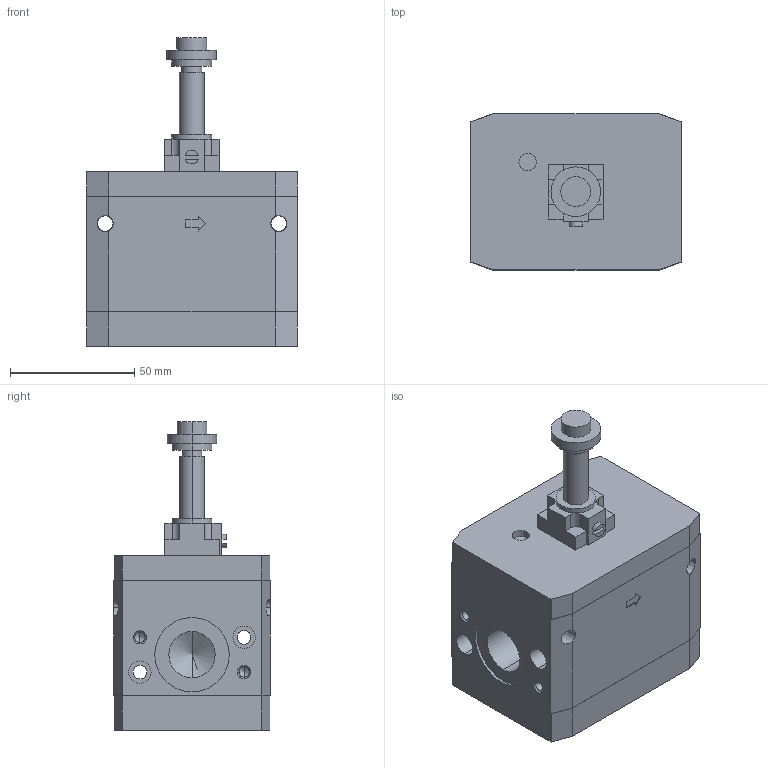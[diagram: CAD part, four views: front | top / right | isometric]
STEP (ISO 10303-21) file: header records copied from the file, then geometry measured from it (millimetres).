
FILE_DESCRIPTION((''),'2;1');
FILE_NAME('17310M2.stp','2003-06-16T15:00:03',('maffial1'),(''),'Autodesk Inventor 7','Autodesk Inventor 7','');
FILE_SCHEMA(('AUTOMOTIVE_DESIGN { 1 0 10303 214 1 1 1 1 }'));
Length unit declared in the file: millimetre
Products named in the file (1): 17310M2
Bounding box: 85 x 63 x 124.5 mm (x, y, z)
Volume: 358090.4 mm3; surface area: 43156.7 mm2
Topology: 1 solids, 1 shells, 158 faces, 396 edges, 249 vertices
Faces by surface type: plane 69, bspline 47, cylinder 32, cone 10
Entity records: 5123 total; most frequent: CARTESIAN_POINT 1435, ORIENTED_EDGE 764, DIRECTION 732, EDGE_CURVE 382, VECTOR 256, LINE 256, VERTEX_POINT 249, AXIS2_PLACEMENT_3D 238
